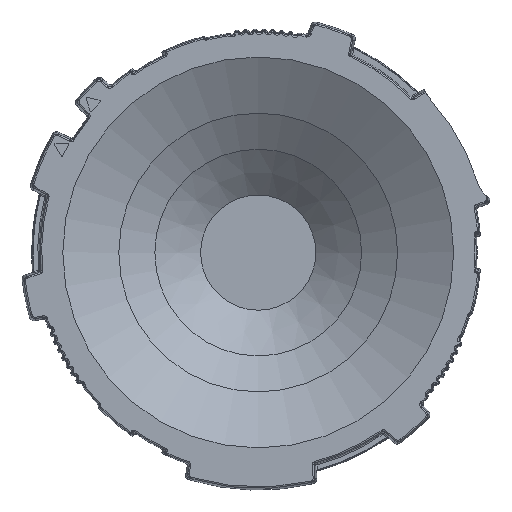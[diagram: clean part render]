
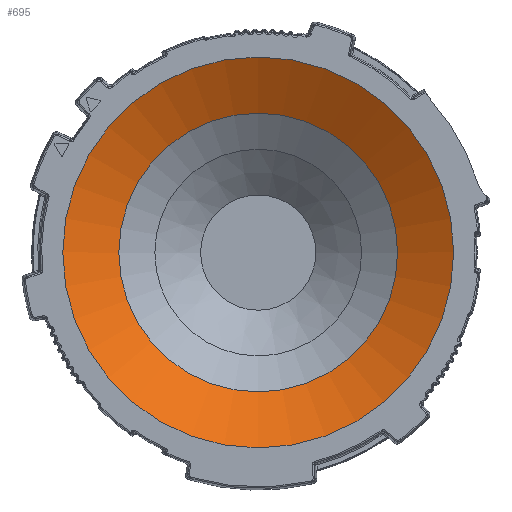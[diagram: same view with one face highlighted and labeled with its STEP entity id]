
A CAD part, top view. The second image highlights one B-rep face of the part: STEP entity #695.
In plain terms, the highlighted conical face has half-angle 60 degrees and reference radius 14.52 mm.
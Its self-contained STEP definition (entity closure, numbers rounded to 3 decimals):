
#695=ADVANCED_FACE('',(#1818,#1819),#1820,.F.);
#1818=FACE_OUTER_BOUND('',#4372,.T.);
#1819=FACE_BOUND('',#4373,.T.);
#1820=CONICAL_SURFACE('',#4374,14.52,1.047);
#4372=EDGE_LOOP('',(#11757));
#4373=EDGE_LOOP('',(#11758));
#4374=AXIS2_PLACEMENT_3D('',#11759,#11760,#11761);
#11757=ORIENTED_EDGE('',*,*,#15438,.F.);
#11758=ORIENTED_EDGE('',*,*,#15712,.T.);
#11759=CARTESIAN_POINT('',(0.0,0.0,27.338));
#11760=DIRECTION('',(-0.0,-0.0,1.0));
#11761=DIRECTION('',(1.0,0.0,0.0));
#15438=EDGE_CURVE('',#17419,#17419,#17420,.T.);
#15712=EDGE_CURVE('',#17840,#17840,#17841,.T.);
#17419=VERTEX_POINT('',#20252);
#17420=CIRCLE('',#20253,20.361);
#17840=VERTEX_POINT('',#21126);
#17841=CIRCLE('',#21127,14.52);
#20252=CARTESIAN_POINT('',(-20.361,0.0,30.71));
#20253=AXIS2_PLACEMENT_3D('',#24673,#24674,#24675);
#21126=CARTESIAN_POINT('',(-14.52,0.0,27.338));
#21127=AXIS2_PLACEMENT_3D('',#25019,#25020,#25021);
#24673=CARTESIAN_POINT('',(0.0,0.0,30.71));
#24674=DIRECTION('',(0.0,0.0,-1.0));
#24675=DIRECTION('',(-1.0,0.0,0.0));
#25019=CARTESIAN_POINT('',(0.0,0.0,27.338));
#25020=DIRECTION('',(0.0,0.0,-1.0));
#25021=DIRECTION('',(-1.0,0.0,0.0));
